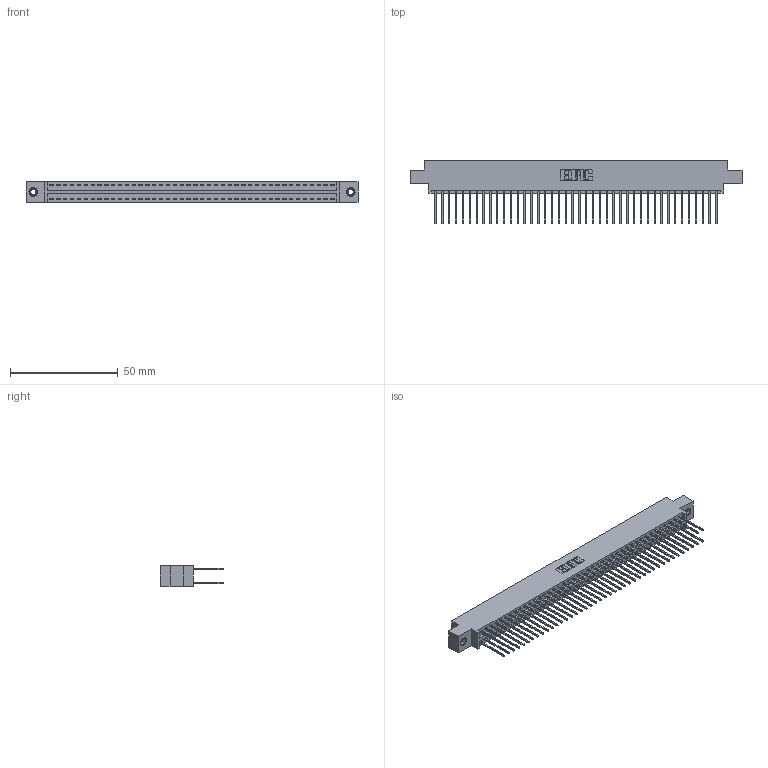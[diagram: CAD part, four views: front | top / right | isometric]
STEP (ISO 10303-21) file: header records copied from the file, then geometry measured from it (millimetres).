
FILE_DESCRIPTION (( 'STEP AP203' ), '1' );
FILE_NAME ('396-084-540-807.STEP', '2019-11-02T14:25:08', ( '' ), ( '' ), 'SwSTEP 2.0', 'SolidWorks 2016', '' );
FILE_SCHEMA (( 'CONFIG_CONTROL_DESIGN' ));
Length unit declared in the file: inch
Products named in the file (4): 345-292-001_345-293-140; 345-250-001_345-250-005-103; 396-084-540-807; 346 Part_0.170 Offset - 0.156 Dia-TI
Assembly tree (87 placements, depth 2):
  396-084-540-807
    346 Part_0.170 Offset - 0.156 Dia-TI
    345-292-001_345-293-140  x84
    345-250-001_345-250-005-103  x2
Bounding box: 153.92 x 29.46 x 9.4 mm (x, y, z)
Volume: 15159.8 mm3; surface area: 22557.8 mm2
Topology: 87 solids, 87 shells, 4554 faces, 13497 edges, 8878 vertices
Faces by surface type: plane 3052, cylinder 1486, cone 12, torus 4
Entity records: 28746 total; most frequent: CARTESIAN_POINT 4723, ORIENTED_EDGE 4650, DIRECTION 4239, EDGE_CURVE 2325, LINE 2005, VECTOR 2005, VERTEX_POINT 1544, AXIS2_PLACEMENT_3D 1117
